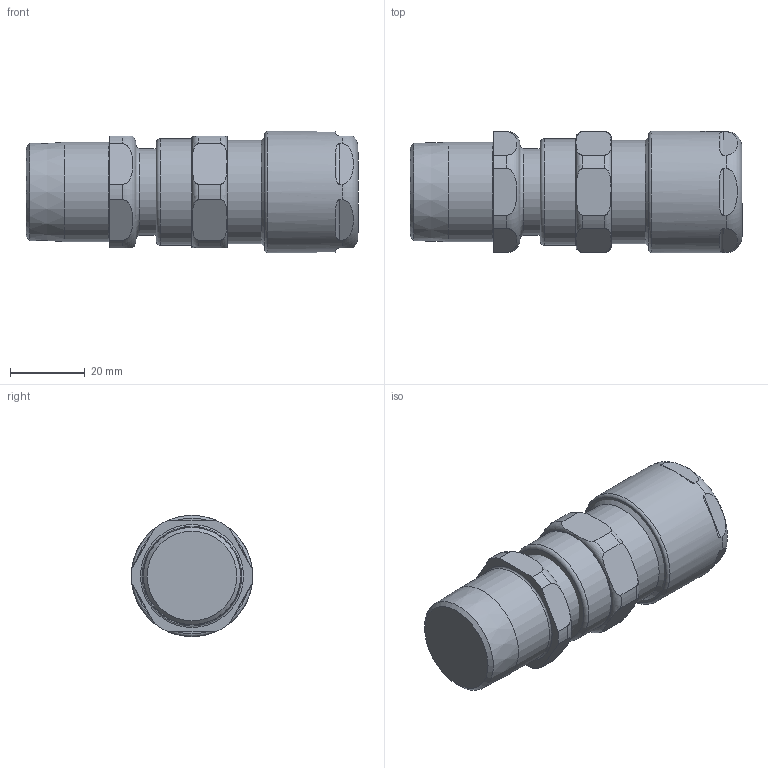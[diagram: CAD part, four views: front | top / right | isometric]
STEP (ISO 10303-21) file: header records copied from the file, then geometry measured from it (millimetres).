
FILE_DESCRIPTION(/* description */ (''),/* implementation_level */ '2;1');
FILE_NAME(/* name */ '501_453_RAC_X A_3_4_NPT.stp',/* time_stamp */ '2021-02-09T15:36:22+05:00',/* author */ ('jgandhi'),/* organization */ (''),/* preprocessor_version */ 'ST-DEVELOPER v18',/* originating_system */ 'Autodesk Inventor 2020',/* authorisation */ '');
FILE_SCHEMA (('AUTOMOTIVE_DESIGN { 1 0 10303 214 3 1 1 }'));
Length unit declared in the file: millimetre
Products named in the file (1): 501_453_RAC_X A_3_4_NPT
Bounding box: 89.06 x 32.5 x 32.5 mm (x, y, z)
Volume: 80818.9 mm3; surface area: 25515.1 mm2
Topology: 9 solids, 9 shells, 441 faces, 1277 edges, 856 vertices
Faces by surface type: torus 164, cylinder 107, plane 92, cone 76, sphere 2
Full cylindrical faces by diameter (mm): 0.6 x6, 14.3 x1, 20.75 x1, 20.9 x2, 21 x1, 23 x4, 23.3 x1, 23.5 x1, 24.5 x1, 25.4 x1, 26.67 x1, 27.7 x1, 28.5 x1, 28.55 x1, 30 x1, 32.5 x1
Entity records: 18036 total; most frequent: CARTESIAN_POINT 6256, ORIENTED_EDGE 2550, DIRECTION 2317, EDGE_CURVE 1275, AXIS2_PLACEMENT_3D 1025, VERTEX_POINT 856, CIRCLE 583, EDGE_LOOP 449
